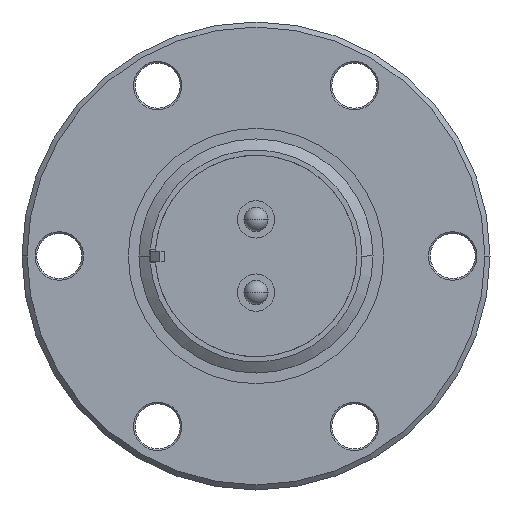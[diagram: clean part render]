
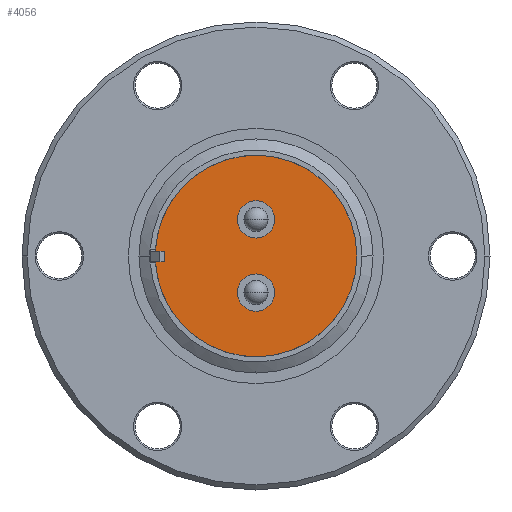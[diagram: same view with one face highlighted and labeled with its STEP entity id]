
A CAD part, front view. The second image highlights one B-rep face of the part: STEP entity #4056.
In plain terms, the highlighted planar face has unit normal (0, -1, 0).
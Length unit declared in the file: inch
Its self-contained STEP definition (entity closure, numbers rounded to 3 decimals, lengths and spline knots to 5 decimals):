
#402 = VERTEX_POINT ( 'NONE', #4784 ) ;
#404 = VERTEX_POINT ( 'NONE', #4786 ) ;
#428 = VERTEX_POINT ( 'NONE', #4810 ) ;
#871 = EDGE_LOOP ( 'NONE', ( #1174, #1175 ) ) ;
#873 = EDGE_LOOP ( 'NONE', ( #1176, #1177 ) ) ;
#877 = EDGE_LOOP ( 'NONE', ( #1178, #1179 ) ) ;
#1174 = ORIENTED_EDGE ( 'NONE', *, *, #1917, .T. ) ;
#1175 = ORIENTED_EDGE ( 'NONE', *, *, #1785, .T. ) ;
#1176 = ORIENTED_EDGE ( 'NONE', *, *, #1909, .T. ) ;
#1177 = ORIENTED_EDGE ( 'NONE', *, *, #1872, .T. ) ;
#1178 = ORIENTED_EDGE ( 'NONE', *, *, #1908, .T. ) ;
#1179 = ORIENTED_EDGE ( 'NONE', *, *, #1882, .T. ) ;
#1190 = CARTESIAN_POINT ( 'NONE',  ( 0., 0.1891, 0. ) ) ;
#1191 = DIRECTION ( 'NONE',  ( 0., -1., 0. ) ) ;
#1192 = DIRECTION ( 'NONE',  ( 1., 0., 0. ) ) ;
#1262 = FACE_BOUND ( 'NONE', #877, .T. ) ;
#1264 = FACE_OUTER_BOUND ( 'NONE', #871, .T. ) ;
#1268 = FACE_BOUND ( 'NONE', #873, .T. ) ;
#1572 = VERTEX_POINT ( 'NONE', #4728 ) ;
#1574 = VERTEX_POINT ( 'NONE', #4730 ) ;
#1589 = VERTEX_POINT ( 'NONE', #4745 ) ;
#1652 = AXIS2_PLACEMENT_3D ( 'NONE', #1190, #1191, #1192 ) ;
#1785 = EDGE_CURVE ( 'NONE', #402, #428, #2665, .T. ) ;
#1872 = EDGE_CURVE ( 'NONE', #1589, #1574, #3153, .T. ) ;
#1882 = EDGE_CURVE ( 'NONE', #1572, #404, #3167, .T. ) ;
#1908 = EDGE_CURVE ( 'NONE', #404, #1572, #3205, .T. ) ;
#1909 = EDGE_CURVE ( 'NONE', #1574, #1589, #3207, .T. ) ;
#1917 = EDGE_CURVE ( 'NONE', #428, #402, #3221, .T. ) ;
#2035 = CARTESIAN_POINT ( 'NONE',  ( 0., 0.1891, 0.215 ) ) ;
#2036 = DIRECTION ( 'NONE',  ( 0., 1., 0. ) ) ;
#2037 = DIRECTION ( 'NONE',  ( 1., 0., 0. ) ) ;
#2040 = CARTESIAN_POINT ( 'NONE',  ( 0., 0.1891, -0.215 ) ) ;
#2041 = DIRECTION ( 'NONE',  ( 0., 1., 0. ) ) ;
#2042 = DIRECTION ( 'NONE',  ( 0., 0., 1. ) ) ;
#2057 = CARTESIAN_POINT ( 'NONE',  ( 0., 0.1891, 0. ) ) ;
#2058 = DIRECTION ( 'NONE',  ( 0., -1., 0. ) ) ;
#2059 = DIRECTION ( 'NONE',  ( 1., 0., 0. ) ) ;
#2150 = CARTESIAN_POINT ( 'NONE',  ( 0., 0.1891, -0.215 ) ) ;
#2151 = DIRECTION ( 'NONE',  ( 0., 1., 0. ) ) ;
#2152 = DIRECTION ( 'NONE',  ( 0., 0., 1. ) ) ;
#2173 = CARTESIAN_POINT ( 'NONE',  ( 0., 0.1891, 0.215 ) ) ;
#2174 = DIRECTION ( 'NONE',  ( 0., 1., 0. ) ) ;
#2175 = DIRECTION ( 'NONE',  ( 1., 0., 0. ) ) ;
#2665 = CIRCLE ( 'NONE', #1652, 0.615 ) ;
#2883 = DIRECTION ( 'NONE',  ( 0., -1., 0. ) ) ;
#2890 = CARTESIAN_POINT ( 'NONE',  ( 0., 0.1891, 0.5925 ) ) ;
#2892 = PLANE ( 'NONE',  #4949 ) ;
#2894 = DIRECTION ( 'NONE',  ( 1., 0., 0. ) ) ;
#3153 = CIRCLE ( 'NONE', #4890, 0.1095 ) ;
#3167 = CIRCLE ( 'NONE', #4861, 0.1095 ) ;
#3205 = CIRCLE ( 'NONE', #5203, 0.1095 ) ;
#3207 = CIRCLE ( 'NONE', #5202, 0.1095 ) ;
#3221 = CIRCLE ( 'NONE', #5201, 0.615 ) ;
#4056 = ADVANCED_FACE ( 'NONE', ( #1264, #1268, #1262 ), #2892, .T. ) ;
#4728 = CARTESIAN_POINT ( 'NONE',  ( -0.1095, 0.1891, 0.215 ) ) ;
#4730 = CARTESIAN_POINT ( 'NONE',  ( 0., 0.1891, -0.1055 ) ) ;
#4745 = CARTESIAN_POINT ( 'NONE',  ( 0., 0.1891, -0.3245 ) ) ;
#4784 = CARTESIAN_POINT ( 'NONE',  ( -0.615, 0.1891, 0. ) ) ;
#4786 = CARTESIAN_POINT ( 'NONE',  ( 0.1095, 0.1891, 0.215 ) ) ;
#4810 = CARTESIAN_POINT ( 'NONE',  ( 0.615, 0.1891, 0. ) ) ;
#4861 = AXIS2_PLACEMENT_3D ( 'NONE', #2173, #2174, #2175 ) ;
#4890 = AXIS2_PLACEMENT_3D ( 'NONE', #2150, #2151, #2152 ) ;
#4949 = AXIS2_PLACEMENT_3D ( 'NONE', #2890, #2883, #2894 ) ;
#5201 = AXIS2_PLACEMENT_3D ( 'NONE', #2057, #2058, #2059 ) ;
#5202 = AXIS2_PLACEMENT_3D ( 'NONE', #2040, #2041, #2042 ) ;
#5203 = AXIS2_PLACEMENT_3D ( 'NONE', #2035, #2036, #2037 ) ;
